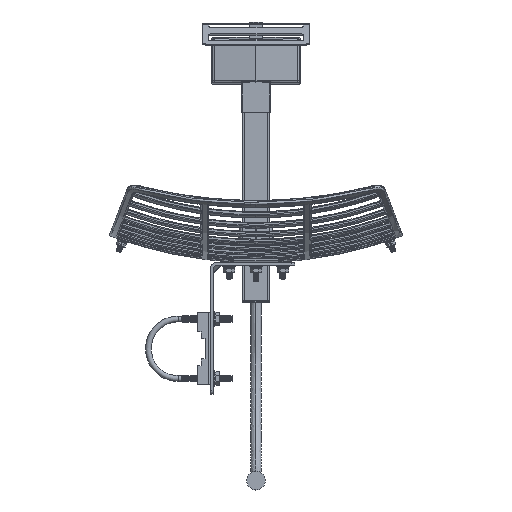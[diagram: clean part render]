
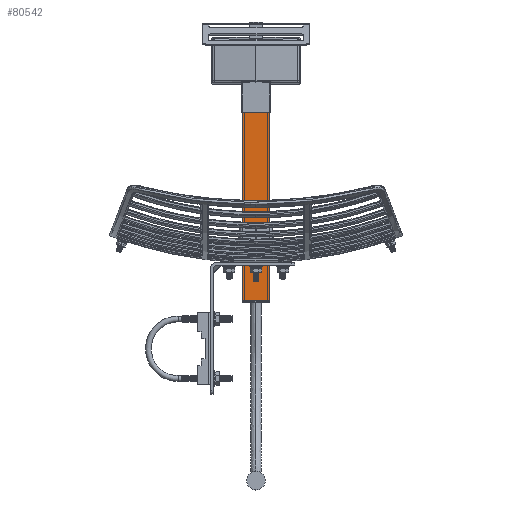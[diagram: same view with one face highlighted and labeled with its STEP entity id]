
A CAD part, front view. The second image highlights one B-rep face of the part: STEP entity #80542.
In plain terms, the highlighted face is planar.
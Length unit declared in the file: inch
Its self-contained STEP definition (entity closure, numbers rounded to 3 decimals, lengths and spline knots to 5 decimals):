
#3311 = AXIS2_PLACEMENT_3D ( 'NONE', #5637, #5639, #5641 ) ;
#5594 = PLANE ( 'NONE',  #3311 ) ;
#5637 = CARTESIAN_POINT ( 'NONE',  ( -5.1875, 0.5, 0.5 ) ) ;
#5639 = DIRECTION ( 'NONE',  ( 0., -1., 0. ) ) ;
#5641 = DIRECTION ( 'NONE',  ( 1., 0., 0. ) ) ;
#7081 = FACE_OUTER_BOUND ( 'NONE', #39424, .T. ) ;
#36531 = EDGE_CURVE ( 'NONE', #91304, #91294, #93254, .T. ) ;
#36583 = EDGE_CURVE ( 'NONE', #91294, #91353, #93381, .T. ) ;
#36585 = EDGE_CURVE ( 'NONE', #91353, #91373, #93379, .T. ) ;
#36587 = EDGE_CURVE ( 'NONE', #91304, #91373, #93394, .T. ) ;
#39424 = EDGE_LOOP ( 'NONE', ( #39757, #39758, #39759, #39760 ) ) ;
#39757 = ORIENTED_EDGE ( 'NONE', *, *, #36583, .T. ) ;
#39758 = ORIENTED_EDGE ( 'NONE', *, *, #36585, .T. ) ;
#39759 = ORIENTED_EDGE ( 'NONE', *, *, #36587, .F. ) ;
#39760 = ORIENTED_EDGE ( 'NONE', *, *, #36531, .T. ) ;
#42666 = CARTESIAN_POINT ( 'NONE',  ( -5.1875, 0.5, -0.5 ) ) ;
#42675 = CARTESIAN_POINT ( 'NONE',  ( -5.1875, 0.5, 0.5 ) ) ;
#42726 = CARTESIAN_POINT ( 'NONE',  ( -12.1875, 0.5, -0.5 ) ) ;
#42741 = CARTESIAN_POINT ( 'NONE',  ( -12.1875, 0.5, 0.5 ) ) ;
#80542 = ADVANCED_FACE ( 'NONE', ( #7081 ), #5594, .F. ) ;
#88209 = CARTESIAN_POINT ( 'NONE',  ( -5.1875, 0.5, 0.5 ) ) ;
#88228 = DIRECTION ( 'NONE',  ( 0., 0., -1. ) ) ;
#91294 = VERTEX_POINT ( 'NONE', #42666 ) ;
#91304 = VERTEX_POINT ( 'NONE', #42675 ) ;
#91353 = VERTEX_POINT ( 'NONE', #42726 ) ;
#91373 = VERTEX_POINT ( 'NONE', #42741 ) ;
#91474 = CARTESIAN_POINT ( 'NONE',  ( -5.1875, 0.5, -0.5 ) ) ;
#91495 = DIRECTION ( 'NONE',  ( -1., 0., 0. ) ) ;
#91665 = CARTESIAN_POINT ( 'NONE',  ( -12.1875, 0.5, -0.5 ) ) ;
#91670 = DIRECTION ( 'NONE',  ( 0., 0., 1. ) ) ;
#91691 = CARTESIAN_POINT ( 'NONE',  ( -5.1875, 0.5, 0.5 ) ) ;
#91694 = DIRECTION ( 'NONE',  ( -1., 0., 0. ) ) ;
#93254 = LINE ( 'NONE', #88209, #93263 ) ;
#93263 = VECTOR ( 'NONE', #88228, 39.37008 ) ;
#93379 = LINE ( 'NONE', #91665, #93383 ) ;
#93381 = LINE ( 'NONE', #91474, #93385 ) ;
#93383 = VECTOR ( 'NONE', #91670, 39.37008 ) ;
#93385 = VECTOR ( 'NONE', #91495, 39.37008 ) ;
#93394 = LINE ( 'NONE', #91691, #93397 ) ;
#93397 = VECTOR ( 'NONE', #91694, 39.37008 ) ;
